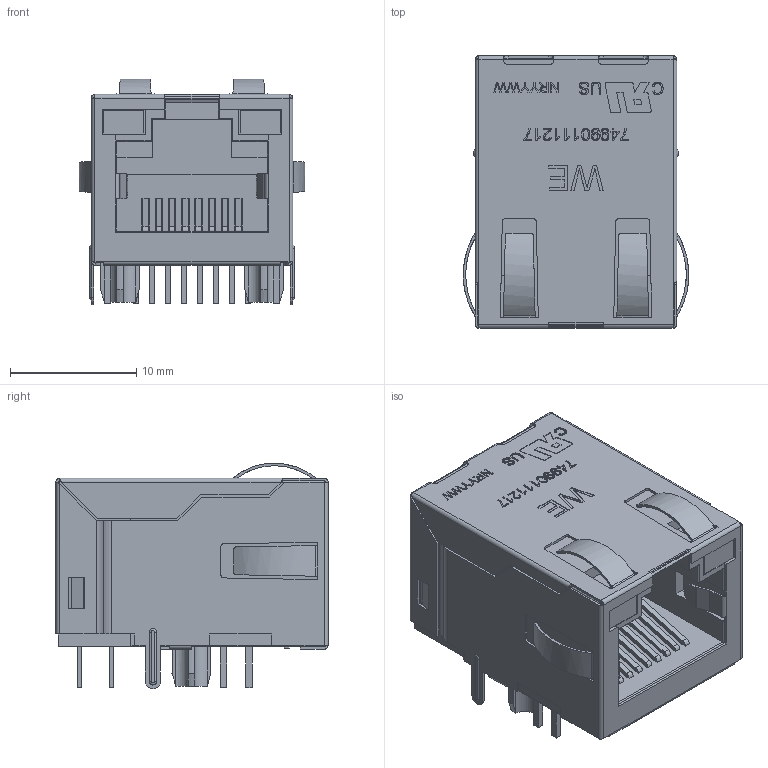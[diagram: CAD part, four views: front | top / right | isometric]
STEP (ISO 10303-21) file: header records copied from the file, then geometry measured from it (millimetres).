
FILE_DESCRIPTION(/* description */ ('Unknown'),/* implementation_level */ '2;1');
FILE_NAME(/* name */ 'T_Wurth_WE-RJ45LAN_74990111217',/* time_stamp */ '2025-08-21T16:52:11+08:00',/* author */ ('Unknown'),/* organization */ ('Unknown'),/* preprocessor_version */ 'ST-DEVELOPER v19.4',/* originating_system */ 'Solid Edge',/* authorisation */ 'Unknown');
FILE_SCHEMA (('AUTOMOTIVE_DESIGN {1 0 10303 214 3 1 1}'));
Length unit declared in the file: millimetre
Products named in the file (2): T_Wurth_WE-RJ45LAN_74990111217
Assembly tree (1 placements, depth 2):
  T_Wurth_WE-RJ45LAN_74990111217
    T_Wurth_WE-RJ45LAN_74990111217
Bounding box: 17.89 x 21.6 x 17.9 mm (x, y, z)
Volume: 3405.3 mm3; surface area: 3307.7 mm2
Topology: 1 solids, 1 shells, 889 faces, 2348 edges, 1512 vertices
Faces by surface type: plane 632, cylinder 188, bspline 49, torus 8, cone 8, sphere 4
Entity records: 34664 total; most frequent: CARTESIAN_POINT 7123, ORIENTED_EDGE 4680, DIRECTION 3938, EDGE_CURVE 2340, LINE 1540, VECTOR 1540, VERTEX_POINT 1512, AXIS2_PLACEMENT_3D 1199
